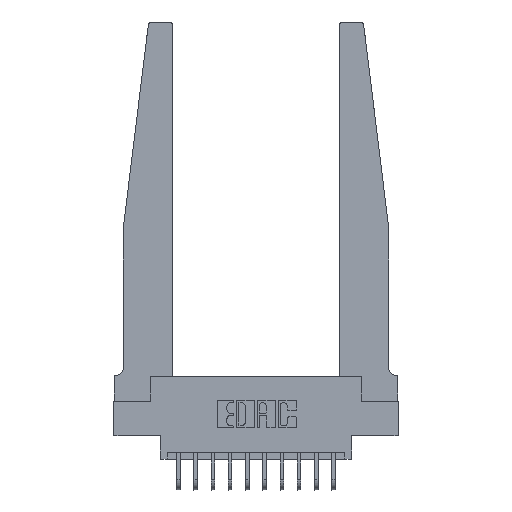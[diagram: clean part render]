
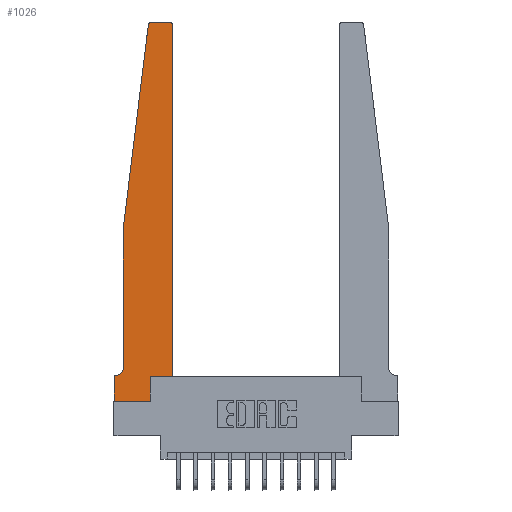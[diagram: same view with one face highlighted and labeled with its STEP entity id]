
A CAD part, top view. The second image highlights one B-rep face of the part: STEP entity #1026.
In plain terms, the highlighted planar face has unit normal (0, 0, 1).
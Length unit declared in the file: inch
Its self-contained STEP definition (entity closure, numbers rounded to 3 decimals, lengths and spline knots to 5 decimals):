
#47 = CARTESIAN_POINT ( 'NONE',  ( 0.25, 2.75, 0.37 ) ) ;
#148 = CARTESIAN_POINT ( 'NONE',  ( 0.425, 2.72, 0.37 ) ) ;
#172 = ORIENTED_EDGE ( 'NONE', *, *, #10115, .T. ) ;
#582 = EDGE_CURVE ( 'NONE', #7271, #6579, #7874, .T. ) ;
#937 = EDGE_CURVE ( 'NONE', #12168, #5121, #4322, .T. ) ;
#988 = EDGE_CURVE ( 'NONE', #5121, #14665, #16268, .T. ) ;
#1026 = ADVANCED_FACE ( 'NONE', ( #6322 ), #15006, .T. ) ;
#1031 = CARTESIAN_POINT ( 'NONE',  ( 0., 0., 0.37 ) ) ;
#1070 = DIRECTION ( 'NONE',  ( 0., -1., 0. ) ) ;
#1129 = VECTOR ( 'NONE', #12223, 39.37008 ) ;
#1255 = VERTEX_POINT ( 'NONE', #16971 ) ;
#1297 = VERTEX_POINT ( 'NONE', #2147 ) ;
#1568 = VECTOR ( 'NONE', #14628, 39.37008 ) ;
#1757 = VECTOR ( 'NONE', #9943, 39.37008 ) ;
#1775 = VECTOR ( 'NONE', #16684, 39.37008 ) ;
#1803 = CARTESIAN_POINT ( 'NONE',  ( 0.065, 0.1875, 0.37 ) ) ;
#2065 = DIRECTION ( 'NONE',  ( 0., -1., 0. ) ) ;
#2147 = CARTESIAN_POINT ( 'NONE',  ( 0.2605, 0.18, 0.37 ) ) ;
#2193 = CARTESIAN_POINT ( 'NONE',  ( 0.065, 1.25, 0.37 ) ) ;
#2356 = ORIENTED_EDGE ( 'NONE', *, *, #9978, .T. ) ;
#2624 = DIRECTION ( 'NONE',  ( 0., 1., 0. ) ) ;
#2802 = LINE ( 'NONE', #11348, #1775 ) ;
#2971 = LINE ( 'NONE', #47, #15147 ) ;
#3002 = LINE ( 'NONE', #8726, #1757 ) ;
#3256 = CARTESIAN_POINT ( 'NONE',  ( 0.425, 0.18, 0.37 ) ) ;
#3401 = VECTOR ( 'NONE', #2624, 39.37008 ) ;
#3450 = AXIS2_PLACEMENT_3D ( 'NONE', #12204, #11837, #13313 ) ;
#3530 = AXIS2_PLACEMENT_3D ( 'NONE', #5817, #15751, #12612 ) ;
#3684 = EDGE_CURVE ( 'NONE', #6579, #15854, #7926, .T. ) ;
#3779 = DIRECTION ( 'NONE',  ( 0., 0., -1. ) ) ;
#4322 = CIRCLE ( 'NONE', #14488, 0.03 ) ;
#4468 = DIRECTION ( 'NONE',  ( 1., 0., 0. ) ) ;
#4533 = LINE ( 'NONE', #1803, #1568 ) ;
#5009 = CARTESIAN_POINT ( 'NONE',  ( 0.065, 0.2375, 0.37 ) ) ;
#5121 = VERTEX_POINT ( 'NONE', #8435 ) ;
#5223 = ORIENTED_EDGE ( 'NONE', *, *, #3684, .T. ) ;
#5362 = DIRECTION ( 'NONE',  ( -1., 0., 0. ) ) ;
#5452 = EDGE_LOOP ( 'NONE', ( #11188, #16754, #15145, #2356, #8696, #5480, #172, #13112, #13943, #17150, #7604, #5223 ) ) ;
#5480 = ORIENTED_EDGE ( 'NONE', *, *, #13842, .T. ) ;
#5548 = CARTESIAN_POINT ( 'NONE',  ( 0.015, 0.2375, 0.37 ) ) ;
#5809 = DIRECTION ( 'NONE',  ( -1., 0., 0. ) ) ;
#5817 = CARTESIAN_POINT ( 'NONE',  ( 0.395, 2.72, 0.37 ) ) ;
#5948 = CARTESIAN_POINT ( 'NONE',  ( 0.395, 2.75, 0.37 ) ) ;
#6033 = EDGE_CURVE ( 'NONE', #1297, #7271, #3002, .T. ) ;
#6234 = DIRECTION ( 'NONE',  ( 0., 0., 1. ) ) ;
#6322 = FACE_OUTER_BOUND ( 'NONE', #5452, .T. ) ;
#6561 = EDGE_CURVE ( 'NONE', #14288, #13705, #2802, .T. ) ;
#6579 = VERTEX_POINT ( 'NONE', #148 ) ;
#7220 = CARTESIAN_POINT ( 'NONE',  ( 0.27653, 2.75, 0.37 ) ) ;
#7271 = VERTEX_POINT ( 'NONE', #3256 ) ;
#7385 = EDGE_CURVE ( 'NONE', #15854, #12168, #2971, .T. ) ;
#7604 = ORIENTED_EDGE ( 'NONE', *, *, #582, .T. ) ;
#7847 = VECTOR ( 'NONE', #9401, 39.37008 ) ;
#7874 = LINE ( 'NONE', #14765, #1129 ) ;
#7926 = CIRCLE ( 'NONE', #3530, 0.03 ) ;
#7998 = VERTEX_POINT ( 'NONE', #16275 ) ;
#8112 = CARTESIAN_POINT ( 'NONE',  ( 0.2605, 0.18, 0.37 ) ) ;
#8435 = CARTESIAN_POINT ( 'NONE',  ( 0.24675, 2.72367, 0.37 ) ) ;
#8675 = CARTESIAN_POINT ( 'NONE',  ( 0.27653, 2.72, 0.37 ) ) ;
#8696 = ORIENTED_EDGE ( 'NONE', *, *, #17787, .T. ) ;
#8726 = CARTESIAN_POINT ( 'NONE',  ( 0.425, 0.18, 0.37 ) ) ;
#9188 = VECTOR ( 'NONE', #2065, 39.37008 ) ;
#9401 = DIRECTION ( 'NONE',  ( -0.122, -0.992, 0. ) ) ;
#9943 = DIRECTION ( 'NONE',  ( 1., 0., 0. ) ) ;
#9978 = EDGE_CURVE ( 'NONE', #14665, #12141, #17219, .T. ) ;
#10115 = EDGE_CURVE ( 'NONE', #1255, #14288, #12340, .T. ) ;
#10653 = VECTOR ( 'NONE', #1070, 39.37008 ) ;
#10900 = CARTESIAN_POINT ( 'NONE',  ( 0., 0., 0.37 ) ) ;
#11188 = ORIENTED_EDGE ( 'NONE', *, *, #7385, .T. ) ;
#11348 = CARTESIAN_POINT ( 'NONE',  ( 0., 0., 0.37 ) ) ;
#11796 = CARTESIAN_POINT ( 'NONE',  ( 0.065, 1.25, 0.37 ) ) ;
#11837 = DIRECTION ( 'NONE',  ( 0., 0., 1. ) ) ;
#12141 = VERTEX_POINT ( 'NONE', #5009 ) ;
#12168 = VERTEX_POINT ( 'NONE', #7220 ) ;
#12204 = CARTESIAN_POINT ( 'NONE',  ( 0., 0.1875, 0.37 ) ) ;
#12223 = DIRECTION ( 'NONE',  ( 0., 1., 0. ) ) ;
#12340 = LINE ( 'NONE', #10900, #10653 ) ;
#12529 = LINE ( 'NONE', #8112, #3401 ) ;
#12612 = DIRECTION ( 'NONE',  ( 1., 0., 0. ) ) ;
#12955 = AXIS2_PLACEMENT_3D ( 'NONE', #5548, #3779, #5362 ) ;
#13112 = ORIENTED_EDGE ( 'NONE', *, *, #6561, .T. ) ;
#13313 = DIRECTION ( 'NONE',  ( 1., 0., 0. ) ) ;
#13653 = CARTESIAN_POINT ( 'NONE',  ( 0.2605, 0., 0.37 ) ) ;
#13705 = VERTEX_POINT ( 'NONE', #13653 ) ;
#13842 = EDGE_CURVE ( 'NONE', #7998, #1255, #4533, .T. ) ;
#13943 = ORIENTED_EDGE ( 'NONE', *, *, #17324, .T. ) ;
#14288 = VERTEX_POINT ( 'NONE', #1031 ) ;
#14488 = AXIS2_PLACEMENT_3D ( 'NONE', #8675, #6234, #4468 ) ;
#14628 = DIRECTION ( 'NONE',  ( -1., 0., 0. ) ) ;
#14665 = VERTEX_POINT ( 'NONE', #16366 ) ;
#14765 = CARTESIAN_POINT ( 'NONE',  ( 0.425, 0.18, 0.37 ) ) ;
#15006 = PLANE ( 'NONE',  #3450 ) ;
#15145 = ORIENTED_EDGE ( 'NONE', *, *, #988, .T. ) ;
#15147 = VECTOR ( 'NONE', #5809, 39.37008 ) ;
#15751 = DIRECTION ( 'NONE',  ( 0., 0., 1. ) ) ;
#15854 = VERTEX_POINT ( 'NONE', #5948 ) ;
#16268 = LINE ( 'NONE', #2193, #7847 ) ;
#16275 = CARTESIAN_POINT ( 'NONE',  ( 0.015, 0.1875, 0.37 ) ) ;
#16366 = CARTESIAN_POINT ( 'NONE',  ( 0.065, 1.25, 0.37 ) ) ;
#16684 = DIRECTION ( 'NONE',  ( 1., 0., 0. ) ) ;
#16754 = ORIENTED_EDGE ( 'NONE', *, *, #937, .T. ) ;
#16971 = CARTESIAN_POINT ( 'NONE',  ( 0., 0.1875, 0.37 ) ) ;
#16988 = CIRCLE ( 'NONE', #12955, 0.05 ) ;
#17150 = ORIENTED_EDGE ( 'NONE', *, *, #6033, .T. ) ;
#17219 = LINE ( 'NONE', #11796, #9188 ) ;
#17324 = EDGE_CURVE ( 'NONE', #13705, #1297, #12529, .T. ) ;
#17787 = EDGE_CURVE ( 'NONE', #12141, #7998, #16988, .T. ) ;
